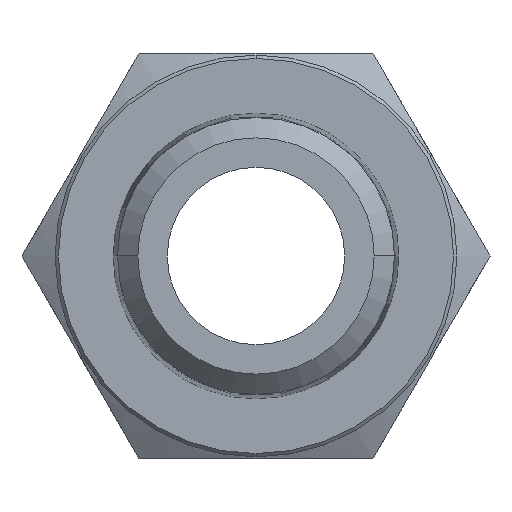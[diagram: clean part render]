
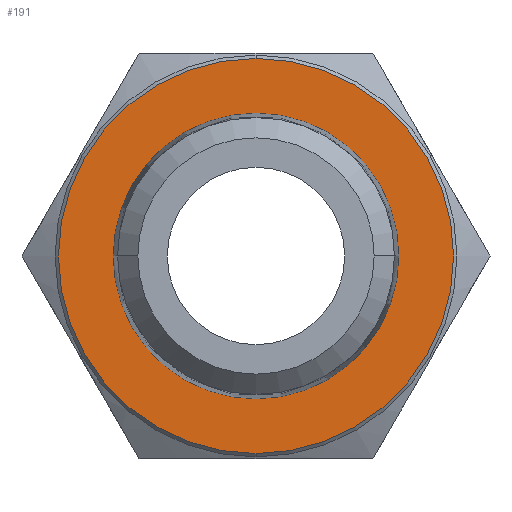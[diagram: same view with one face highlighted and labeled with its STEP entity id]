
A CAD part, front view. The second image highlights one B-rep face of the part: STEP entity #191.
In plain terms, the highlighted planar face has unit normal (0, -1, 0).
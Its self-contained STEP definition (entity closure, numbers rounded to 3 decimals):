
#75 = VERTEX_POINT ( 'NONE', #405 ) ;
#130 = ORIENTED_EDGE ( 'NONE', *, *, #271, .F. ) ;
#141 = EDGE_LOOP ( 'NONE', ( #192, #194 ) ) ;
#186 = VERTEX_POINT ( 'NONE', #638 ) ;
#189 = EDGE_CURVE ( 'NONE', #190, #186, #630, .T. ) ;
#190 = VERTEX_POINT ( 'NONE', #625 ) ;
#191 = ADVANCED_FACE ( 'NONE', ( #624, #623 ), #622, .T. ) ;
#192 = ORIENTED_EDGE ( 'NONE', *, *, #193, .T. ) ;
#193 = EDGE_CURVE ( 'NONE', #186, #190, #616, .T. ) ;
#194 = ORIENTED_EDGE ( 'NONE', *, *, #189, .T. ) ;
#195 = EDGE_LOOP ( 'NONE', ( #196, #130 ) ) ;
#196 = ORIENTED_EDGE ( 'NONE', *, *, #204, .F. ) ;
#204 = EDGE_CURVE ( 'NONE', #75, #263, #656, .T. ) ;
#263 = VERTEX_POINT ( 'NONE', #744 ) ;
#271 = EDGE_CURVE ( 'NONE', #263, #75, #809, .T. ) ;
#405 = CARTESIAN_POINT ( 'NONE',  ( -8.462, 11.5, 0. ) ) ;
#613 = DIRECTION ( 'NONE',  ( 0., 0., -1. ) ) ;
#614 = DIRECTION ( 'NONE',  ( 0., -1., 0. ) ) ;
#615 = AXIS2_PLACEMENT_3D ( 'NONE', #620, #614, #613 ) ;
#616 = CIRCLE ( 'NONE', #615, 11.7 ) ;
#617 = DIRECTION ( 'NONE',  ( 0., 0., -1. ) ) ;
#618 = DIRECTION ( 'NONE',  ( 0., -1., 0. ) ) ;
#619 = CARTESIAN_POINT ( 'NONE',  ( 11.7, 11.5, 0. ) ) ;
#620 = CARTESIAN_POINT ( 'NONE',  ( 0., 11.5, 0. ) ) ;
#621 = AXIS2_PLACEMENT_3D ( 'NONE', #619, #618, #617 ) ;
#622 = PLANE ( 'NONE',  #621 ) ;
#623 = FACE_BOUND ( 'NONE', #195, .T. ) ;
#624 = FACE_OUTER_BOUND ( 'NONE', #141, .T. ) ;
#625 = CARTESIAN_POINT ( 'NONE',  ( 0., 11.5, -11.7 ) ) ;
#626 = DIRECTION ( 'NONE',  ( 0., 0., -1. ) ) ;
#627 = DIRECTION ( 'NONE',  ( 0., -1., 0. ) ) ;
#628 = CARTESIAN_POINT ( 'NONE',  ( 0., 11.5, 0. ) ) ;
#629 = AXIS2_PLACEMENT_3D ( 'NONE', #628, #627, #626 ) ;
#630 = CIRCLE ( 'NONE', #629, 11.7 ) ;
#638 = CARTESIAN_POINT ( 'NONE',  ( 0., 11.5, 11.7 ) ) ;
#653 = DIRECTION ( 'NONE',  ( 1., 0., 0. ) ) ;
#654 = DIRECTION ( 'NONE',  ( 0., -1., 0. ) ) ;
#655 = AXIS2_PLACEMENT_3D ( 'NONE', #660, #654, #653 ) ;
#656 = CIRCLE ( 'NONE', #655, 8.462 ) ;
#660 = CARTESIAN_POINT ( 'NONE',  ( 0., 11.5, 0. ) ) ;
#744 = CARTESIAN_POINT ( 'NONE',  ( 8.462, 11.5, 0. ) ) ;
#800 = DIRECTION ( 'NONE',  ( 1., 0., 0. ) ) ;
#801 = DIRECTION ( 'NONE',  ( 0., -1., 0. ) ) ;
#802 = CARTESIAN_POINT ( 'NONE',  ( 0., 11.5, 0. ) ) ;
#803 = AXIS2_PLACEMENT_3D ( 'NONE', #802, #801, #800 ) ;
#809 = CIRCLE ( 'NONE', #803, 8.462 ) ;
